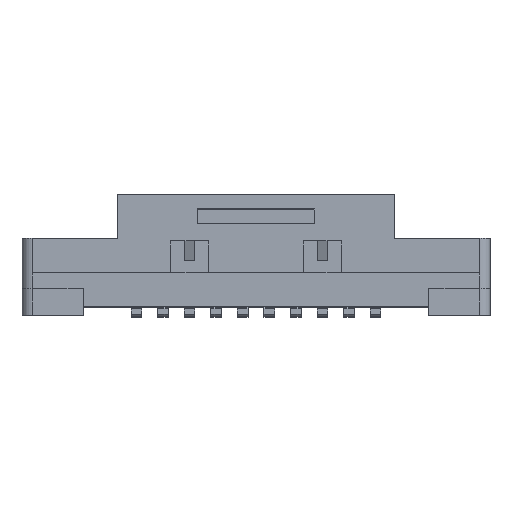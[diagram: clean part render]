
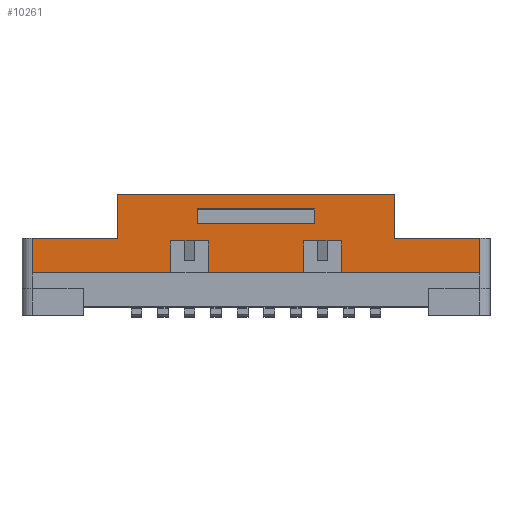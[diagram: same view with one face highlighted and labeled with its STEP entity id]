
A CAD part, top view. The second image highlights one B-rep face of the part: STEP entity #10261.
In plain terms, the highlighted planar face has unit normal (0, 0, 1).
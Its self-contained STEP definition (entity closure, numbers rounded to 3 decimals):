
#424=DIRECTION('',(1.,0.,0.));
#425=VECTOR('',#424,0.7);
#426=CARTESIAN_POINT('',(-1.6,0.265,2.15));
#427=LINE('',#426,#425);
#428=DIRECTION('',(0.,1.,0.));
#429=VECTOR('',#428,0.6);
#430=CARTESIAN_POINT('',(-1.6,-0.335,2.15));
#431=LINE('',#430,#429);
#432=DIRECTION('',(-1.,0.,0.));
#433=VECTOR('',#432,2.6);
#434=CARTESIAN_POINT('',(-1.6,-0.335,2.15));
#435=LINE('',#434,#433);
#436=DIRECTION('',(0.,1.,0.));
#437=VECTOR('',#436,0.65);
#438=CARTESIAN_POINT('',(-4.2,-0.335,2.15));
#439=LINE('',#438,#437);
#440=DIRECTION('',(1.,0.,0.));
#441=VECTOR('',#440,1.6);
#442=CARTESIAN_POINT('',(-4.2,0.315,2.15));
#443=LINE('',#442,#441);
#444=DIRECTION('',(0.,-1.,0.));
#445=VECTOR('',#444,0.82);
#446=CARTESIAN_POINT('',(-2.6,1.135,2.15));
#447=LINE('',#446,#445);
#448=DIRECTION('',(0.,-1.,0.));
#449=VECTOR('',#448,0.82);
#450=CARTESIAN_POINT('',(2.6,1.135,2.15));
#451=LINE('',#450,#449);
#452=DIRECTION('',(1.,0.,0.));
#453=VECTOR('',#452,1.6);
#454=CARTESIAN_POINT('',(2.6,0.315,2.15));
#455=LINE('',#454,#453);
#456=DIRECTION('',(0.,1.,0.));
#457=VECTOR('',#456,0.65);
#458=CARTESIAN_POINT('',(4.2,-0.335,2.15));
#459=LINE('',#458,#457);
#460=DIRECTION('',(-1.,0.,0.));
#461=VECTOR('',#460,2.6);
#462=CARTESIAN_POINT('',(4.2,-0.335,2.15));
#463=LINE('',#462,#461);
#464=DIRECTION('',(0.,1.,0.));
#465=VECTOR('',#464,0.6);
#466=CARTESIAN_POINT('',(1.6,-0.335,2.15));
#467=LINE('',#466,#465);
#468=DIRECTION('',(1.,0.,0.));
#469=VECTOR('',#468,0.7);
#470=CARTESIAN_POINT('',(0.9,0.265,2.15));
#471=LINE('',#470,#469);
#472=DIRECTION('',(0.,1.,0.));
#473=VECTOR('',#472,0.6);
#474=CARTESIAN_POINT('',(0.9,-0.335,2.15));
#475=LINE('',#474,#473);
#476=DIRECTION('',(-1.,0.,0.));
#477=VECTOR('',#476,1.8);
#478=CARTESIAN_POINT('',(0.9,-0.335,2.15));
#479=LINE('',#478,#477);
#480=DIRECTION('',(0.,1.,0.));
#481=VECTOR('',#480,0.6);
#482=CARTESIAN_POINT('',(-0.9,-0.335,2.15));
#483=LINE('',#482,#481);
#484=DIRECTION('',(0.,1.,0.));
#485=VECTOR('',#484,0.28);
#486=CARTESIAN_POINT('',(1.1,0.585,2.15));
#487=LINE('',#486,#485);
#488=DIRECTION('',(1.,0.,0.));
#489=VECTOR('',#488,2.2);
#490=CARTESIAN_POINT('',(-1.1,0.865,2.15));
#491=LINE('',#490,#489);
#492=DIRECTION('',(0.,1.,0.));
#493=VECTOR('',#492,0.28);
#494=CARTESIAN_POINT('',(-1.1,0.585,2.15));
#495=LINE('',#494,#493);
#496=DIRECTION('',(1.,0.,0.));
#497=VECTOR('',#496,2.2);
#498=CARTESIAN_POINT('',(-1.1,0.585,2.15));
#499=LINE('',#498,#497);
#7095=DIRECTION('',(-1.,0.,0.));
#7096=VECTOR('',#7095,5.2);
#7097=CARTESIAN_POINT('',(2.6,1.135,2.15));
#7098=LINE('',#7097,#7096);
#7360=CARTESIAN_POINT('',(-2.6,1.135,2.15));
#7362=VERTEX_POINT('',#7360);
#7368=CARTESIAN_POINT('',(2.6,1.135,2.15));
#7370=VERTEX_POINT('',#7368);
#7371=CARTESIAN_POINT('',(-2.6,0.315,2.15));
#7372=VERTEX_POINT('',#7371);
#7373=CARTESIAN_POINT('',(2.6,0.315,2.15));
#7374=VERTEX_POINT('',#7373);
#7387=CARTESIAN_POINT('',(-4.2,0.315,2.15));
#7388=VERTEX_POINT('',#7387);
#7389=CARTESIAN_POINT('',(4.2,0.315,2.15));
#7390=VERTEX_POINT('',#7389);
#7415=CARTESIAN_POINT('',(-4.2,-0.335,2.15));
#7416=VERTEX_POINT('',#7415);
#7417=CARTESIAN_POINT('',(4.2,-0.335,2.15));
#7418=VERTEX_POINT('',#7417);
#7971=CARTESIAN_POINT('',(-1.6,-0.335,2.15));
#7972=VERTEX_POINT('',#7971);
#7973=CARTESIAN_POINT('',(-0.9,-0.335,2.15));
#7974=VERTEX_POINT('',#7973);
#7975=CARTESIAN_POINT('',(0.9,-0.335,2.15));
#7976=VERTEX_POINT('',#7975);
#7977=CARTESIAN_POINT('',(1.6,-0.335,2.15));
#7978=VERTEX_POINT('',#7977);
#7979=CARTESIAN_POINT('',(-1.6,0.265,2.15));
#7980=CARTESIAN_POINT('',(-0.9,0.265,2.15));
#7981=VERTEX_POINT('',#7979);
#7982=VERTEX_POINT('',#7980);
#7983=CARTESIAN_POINT('',(0.9,0.265,2.15));
#7984=CARTESIAN_POINT('',(1.6,0.265,2.15));
#7985=VERTEX_POINT('',#7983);
#7986=VERTEX_POINT('',#7984);
#8043=CARTESIAN_POINT('',(1.1,0.585,2.15));
#8044=CARTESIAN_POINT('',(1.1,0.865,2.15));
#8045=VERTEX_POINT('',#8043);
#8046=VERTEX_POINT('',#8044);
#8047=CARTESIAN_POINT('',(-1.1,0.585,2.15));
#8048=CARTESIAN_POINT('',(-1.1,0.865,2.15));
#8049=VERTEX_POINT('',#8047);
#8050=VERTEX_POINT('',#8048);
#10218=CARTESIAN_POINT('',(4.4,-0.335,2.15));
#10219=DIRECTION('',(0.,0.,-1.));
#10220=DIRECTION('',(0.,1.,0.));
#10221=AXIS2_PLACEMENT_3D('',#10218,#10219,#10220);
#10222=PLANE('',#10221);
#10223=ORIENTED_EDGE('',*,*,#10164,.F.);
#10224=ORIENTED_EDGE('',*,*,#10119,.F.);
#10225=ORIENTED_EDGE('',*,*,#10073,.T.);
#10227=ORIENTED_EDGE('',*,*,#10226,.T.);
#10229=ORIENTED_EDGE('',*,*,#10228,.T.);
#10231=ORIENTED_EDGE('',*,*,#10230,.F.);
#10233=ORIENTED_EDGE('',*,*,#10232,.F.);
#10235=ORIENTED_EDGE('',*,*,#10234,.T.);
#10237=ORIENTED_EDGE('',*,*,#10236,.T.);
#10239=ORIENTED_EDGE('',*,*,#10238,.F.);
#10240=ORIENTED_EDGE('',*,*,#10100,.T.);
#10242=ORIENTED_EDGE('',*,*,#10241,.T.);
#10243=ORIENTED_EDGE('',*,*,#10179,.F.);
#10245=ORIENTED_EDGE('',*,*,#10244,.F.);
#10246=ORIENTED_EDGE('',*,*,#10085,.T.);
#10248=ORIENTED_EDGE('',*,*,#10247,.T.);
#10249=EDGE_LOOP('',(#10223,#10224,#10225,#10227,#10229,#10231,#10233,#10235,
#10237,#10239,#10240,#10242,#10243,#10245,#10246,#10248));
#10250=FACE_OUTER_BOUND('',#10249,.F.);
#10252=ORIENTED_EDGE('',*,*,#10251,.T.);
#10254=ORIENTED_EDGE('',*,*,#10253,.F.);
#10256=ORIENTED_EDGE('',*,*,#10255,.F.);
#10258=ORIENTED_EDGE('',*,*,#10257,.T.);
#10259=EDGE_LOOP('',(#10252,#10254,#10256,#10258));
#10260=FACE_BOUND('',#10259,.F.);
#10261=ADVANCED_FACE('',(#10250,#10260),#10222,.F.);
#10073=EDGE_CURVE('',#7972,#7416,#435,.T.);
#10085=EDGE_CURVE('',#7976,#7974,#479,.T.);
#10100=EDGE_CURVE('',#7418,#7978,#463,.T.);
#10119=EDGE_CURVE('',#7972,#7981,#431,.T.);
#10164=EDGE_CURVE('',#7981,#7982,#427,.T.);
#10179=EDGE_CURVE('',#7985,#7986,#471,.T.);
#10226=EDGE_CURVE('',#7416,#7388,#439,.T.);
#10228=EDGE_CURVE('',#7388,#7372,#443,.T.);
#10230=EDGE_CURVE('',#7362,#7372,#447,.T.);
#10232=EDGE_CURVE('',#7370,#7362,#7098,.T.);
#10234=EDGE_CURVE('',#7370,#7374,#451,.T.);
#10236=EDGE_CURVE('',#7374,#7390,#455,.T.);
#10238=EDGE_CURVE('',#7418,#7390,#459,.T.);
#10241=EDGE_CURVE('',#7978,#7986,#467,.T.);
#10244=EDGE_CURVE('',#7976,#7985,#475,.T.);
#10247=EDGE_CURVE('',#7974,#7982,#483,.T.);
#10251=EDGE_CURVE('',#8045,#8046,#487,.T.);
#10253=EDGE_CURVE('',#8050,#8046,#491,.T.);
#10255=EDGE_CURVE('',#8049,#8050,#495,.T.);
#10257=EDGE_CURVE('',#8049,#8045,#499,.T.);
